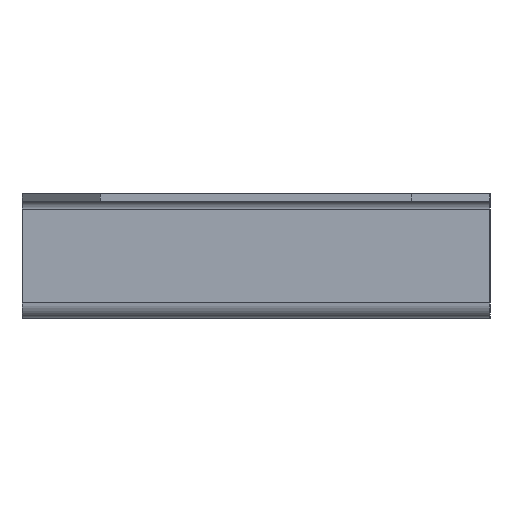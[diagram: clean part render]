
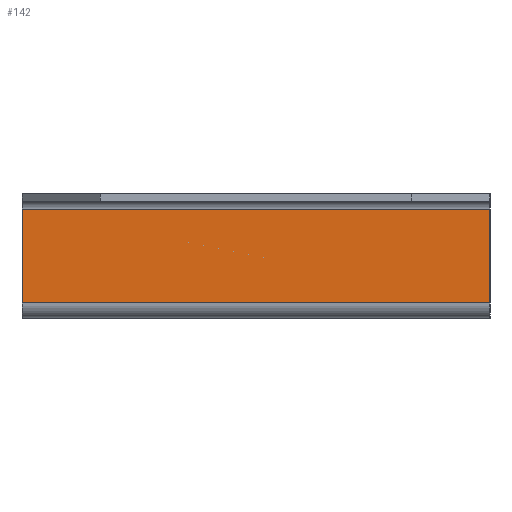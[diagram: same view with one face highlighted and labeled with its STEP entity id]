
A CAD part, left-side view. The second image highlights one B-rep face of the part: STEP entity #142.
In plain terms, the highlighted planar face has unit normal (-1, 0, 0).
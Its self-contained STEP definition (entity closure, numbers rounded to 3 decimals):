
#115=AXIS2_PLACEMENT_3D('Plane Axis2P3D',#112,#113,#114) ;
#41=CARTESIAN_POINT('Vertex',(-20.,15.,1.)) ;
#57=CARTESIAN_POINT('Vertex',(-20.,-15.,1.)) ;
#60=CARTESIAN_POINT('Line Origine',(-20.,0.,1.)) ;
#112=CARTESIAN_POINT('Axis2P3D Location',(-20.,0.,0.)) ;
#117=CARTESIAN_POINT('Line Origine',(-20.,-15.,4.)) ;
#121=CARTESIAN_POINT('Vertex',(-20.,-15.,7.)) ;
#124=CARTESIAN_POINT('Line Origine',(-20.,0.,7.)) ;
#128=CARTESIAN_POINT('Vertex',(-20.,15.,7.)) ;
#131=CARTESIAN_POINT('Line Origine',(-20.,15.,4.)) ;
#61=DIRECTION('Vector Direction',(0.,1.,0.)) ;
#113=DIRECTION('Axis2P3D Direction',(-1.,0.,0.)) ;
#114=DIRECTION('Axis2P3D XDirection',(0.,0.,1.)) ;
#118=DIRECTION('Vector Direction',(0.,0.,1.)) ;
#125=DIRECTION('Vector Direction',(0.,1.,0.)) ;
#132=DIRECTION('Vector Direction',(0.,0.,1.)) ;
#62=VECTOR('Line Direction',#61,1.) ;
#119=VECTOR('Line Direction',#118,1.) ;
#126=VECTOR('Line Direction',#125,1.) ;
#133=VECTOR('Line Direction',#132,1.) ;
#137=ORIENTED_EDGE('',*,*,#123,.T.) ;
#138=ORIENTED_EDGE('',*,*,#130,.F.) ;
#139=ORIENTED_EDGE('',*,*,#135,.F.) ;
#140=ORIENTED_EDGE('',*,*,#64,.F.) ;
#142=ADVANCED_FACE('Hauptk\X2\00F6\X0\rper',(#141),#116,.T.) ;
#64=EDGE_CURVE('',#58,#42,#63,.T.) ;
#123=EDGE_CURVE('',#58,#122,#120,.T.) ;
#130=EDGE_CURVE('',#129,#122,#127,.F.) ;
#135=EDGE_CURVE('',#42,#129,#134,.T.) ;
#136=EDGE_LOOP('',(#137,#138,#139,#140)) ;
#141=FACE_OUTER_BOUND('',#136,.T.) ;
#63=LINE('Line',#60,#62) ;
#120=LINE('Line',#117,#119) ;
#127=LINE('Line',#124,#126) ;
#134=LINE('Line',#131,#133) ;
#116=PLANE('',#115) ;
#42=VERTEX_POINT('',#41) ;
#58=VERTEX_POINT('',#57) ;
#122=VERTEX_POINT('',#121) ;
#129=VERTEX_POINT('',#128) ;
